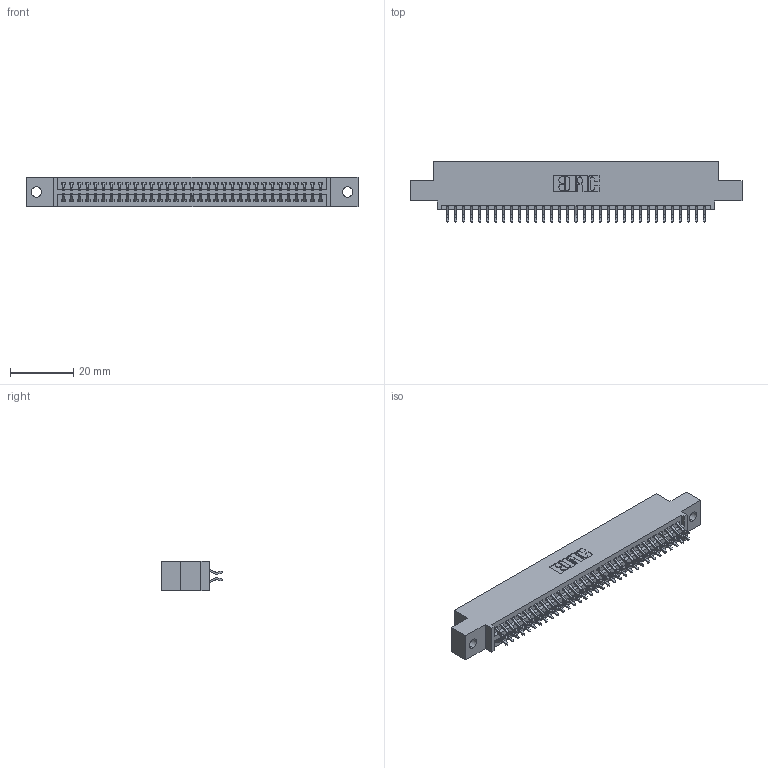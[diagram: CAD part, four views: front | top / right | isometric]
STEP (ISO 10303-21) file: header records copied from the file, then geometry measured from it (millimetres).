
FILE_DESCRIPTION (( 'STEP AP203' ), '1' );
FILE_NAME ('395-066-556-502.STEP', '2018-11-25T05:42:56', ( '' ), ( '' ), 'SwSTEP 2.0', 'SolidWorks 2016', '' );
FILE_SCHEMA (( 'CONFIG_CONTROL_DESIGN' ));
Length unit declared in the file: inch
Products named in the file (3): 345-292-001_556 Tail; 395-066-556-502; 345 Part_0.110 Offset - 0.128 Dia
Assembly tree (67 placements, depth 2):
  395-066-556-502
    345 Part_0.110 Offset - 0.128 Dia
    345-292-001_556 Tail  x66
Bounding box: 105.03 x 19.24 x 9.4 mm (x, y, z)
Volume: 10006.4 mm3; surface area: 14379.2 mm2
Topology: 67 solids, 67 shells, 3826 faces, 11375 edges, 7494 vertices
Faces by surface type: plane 2526, cylinder 1300
Entity records: 27459 total; most frequent: CARTESIAN_POINT 4628, ORIENTED_EDGE 4550, DIRECTION 4079, EDGE_CURVE 2275, VECTOR 2003, LINE 2003, VERTEX_POINT 1514, AXIS2_PLACEMENT_3D 1038
